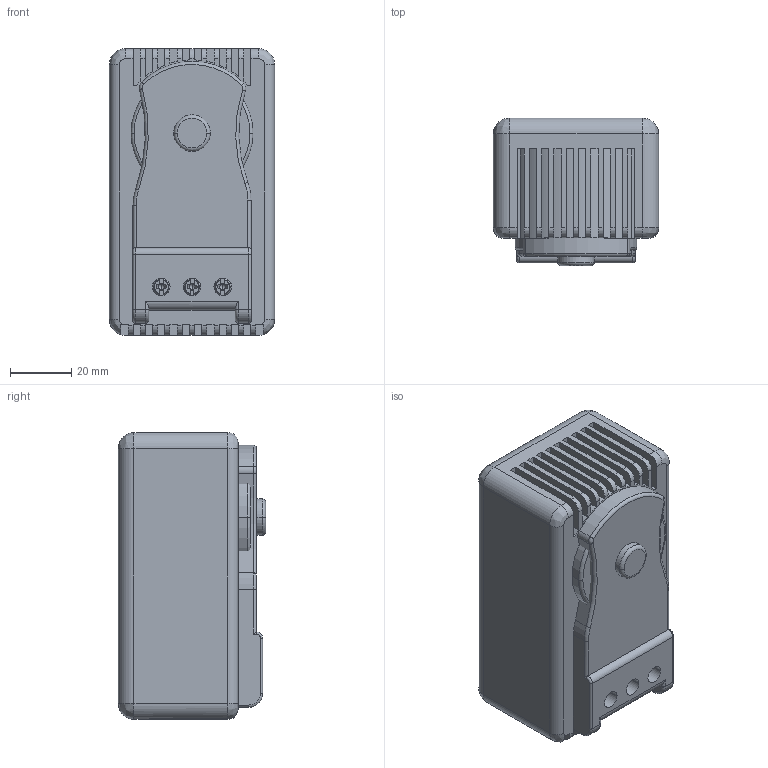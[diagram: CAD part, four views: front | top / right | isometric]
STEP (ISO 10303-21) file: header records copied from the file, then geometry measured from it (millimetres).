
FILE_DESCRIPTION((''),'2;1');
FILE_NAME('ASM0002_ASM','2024-08-23T14:24:54',('klemen.sitar'),('Audax d.o.o.'),'CREO PARAMETRIC BY PTC INC, 2021304','CREO PARAMETRIC BY PTC INC, 2021304','');
FILE_SCHEMA(('AP242_MANAGED_MODEL_BASED_3D_ENGINEERING_MIM_LF { 1 0 10303 442 1 1 4 }'));
Length unit declared in the file: millimetre
Products named in the file (4): PRT0016; PRT0019; TYPE_1___FI-5_78MM; ASM0002_ASM
Assembly tree (5 placements, depth 2):
  ASM0002_ASM
    PRT0016
    PRT0019
    TYPE_1___FI-5_78MM  x3
Bounding box: 53.82 x 47.99 x 93.47 mm (x, y, z)
Volume: 208245.7 mm3; surface area: 32223.5 mm2
Topology: 5 solids, 5 shells, 335 faces, 917 edges, 592 vertices
Faces by surface type: plane 155, cylinder 107, cone 24, torus 23, bspline 20, sphere 6
Entity records: 12742 total; most frequent: CARTESIAN_POINT 2141, DIRECTION 1353, ORIENTED_EDGE 1338, PRESENTATION_STYLE_ASSIGNMENT 921, STYLED_ITEM 921, CURVE_STYLE 669, EDGE_CURVE 669, AXIS2_PLACEMENT_3D 480
